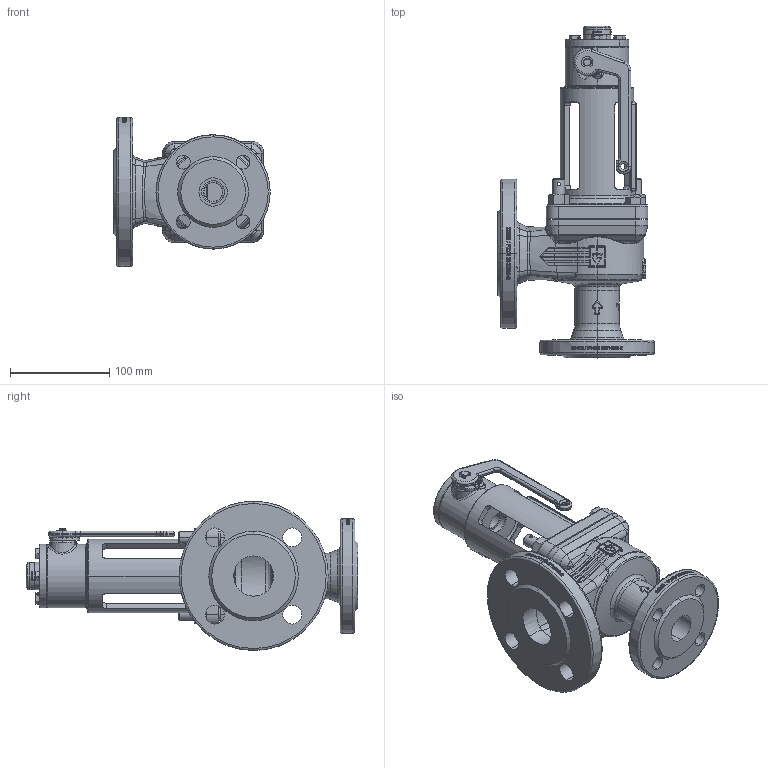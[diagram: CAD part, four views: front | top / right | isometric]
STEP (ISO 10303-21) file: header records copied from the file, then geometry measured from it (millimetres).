
FILE_DESCRIPTION (( 'STEP AP214' ), '1' );
FILE_NAME ('355SGL_25_FLFL_2540_MD.STEP', '2020-08-11T14:06:40', ( '' ), ( '' ), 'SwSTEP 2.0', 'SolidWorks 2020', '' );
FILE_SCHEMA (( 'AUTOMOTIVE_DESIGN' ));
Length unit declared in the file: millimetre
Products named in the file (1): 355SGL_25_FLFL_2540_MD
Bounding box: 157.5 x 334 x 150 mm (x, y, z)
Volume: 1151812.1 mm3; surface area: 286929.9 mm2
Topology: 21 solids, 21 shells, 2212 faces, 5946 edges, 3965 vertices
Faces by surface type: bspline 652, cylinder 594, plane 580, cone 223, torus 135, sphere 28
Entity records: 167495 total; most frequent: CARTESIAN_POINT 91897, ORIENTED_EDGE 11806, DIRECTION 8915, EDGE_CURVE 5903, VERTEX_POINT 3962, AXIS2_PLACEMENT_3D 3569, EDGE_LOOP 2527, UNCERTAINTY_MEASURE_WITH_UNIT 2228
